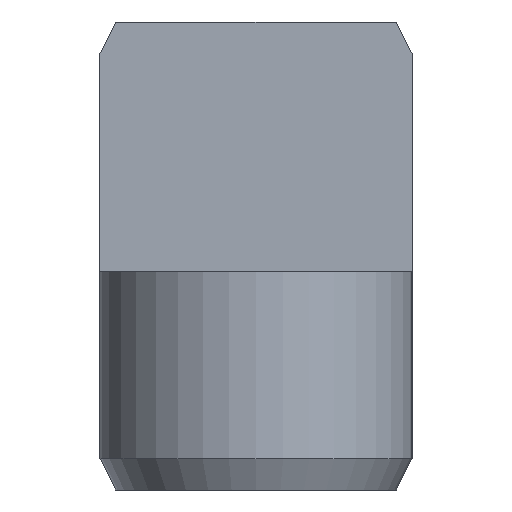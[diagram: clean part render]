
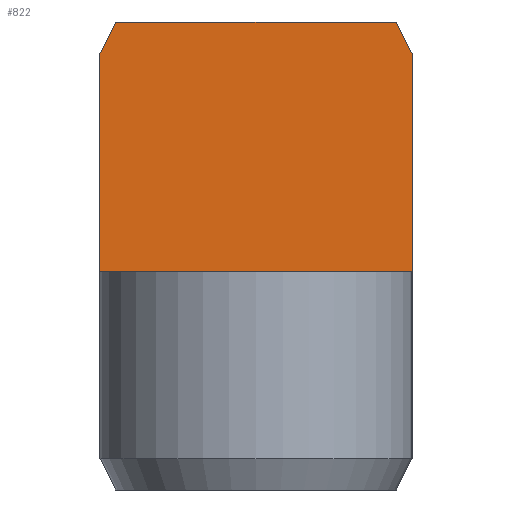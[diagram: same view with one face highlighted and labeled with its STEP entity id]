
A CAD part, left-side view. The second image highlights one B-rep face of the part: STEP entity #822.
In plain terms, the highlighted planar face has unit normal (-1, 0, 0).
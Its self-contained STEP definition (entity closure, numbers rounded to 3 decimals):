
#65=FACE_OUTER_BOUND('',#118,.T.);
#118=EDGE_LOOP('',(#637,#638,#639,#640,#641,#642));
#210=LINE('',#1273,#292);
#219=LINE('',#1299,#301);
#221=LINE('',#1303,#303);
#223=LINE('',#1320,#305);
#224=LINE('',#1322,#306);
#225=LINE('',#1323,#307);
#292=VECTOR('',#1024,10.);
#301=VECTOR('',#1049,10.);
#303=VECTOR('',#1053,10.);
#305=VECTOR('',#1063,10.);
#306=VECTOR('',#1064,10.);
#307=VECTOR('',#1065,10.);
#376=VERTEX_POINT('',#1271);
#377=VERTEX_POINT('',#1272);
#386=VERTEX_POINT('',#1298);
#387=VERTEX_POINT('',#1302);
#392=VERTEX_POINT('',#1319);
#393=VERTEX_POINT('',#1321);
#460=EDGE_CURVE('',#376,#377,#210,.T.);
#473=EDGE_CURVE('',#386,#376,#219,.T.);
#475=EDGE_CURVE('',#377,#387,#221,.T.);
#481=EDGE_CURVE('',#392,#386,#223,.T.);
#482=EDGE_CURVE('',#392,#393,#224,.T.);
#483=EDGE_CURVE('',#387,#393,#225,.T.);
#637=ORIENTED_EDGE('',*,*,#475,.F.);
#638=ORIENTED_EDGE('',*,*,#460,.F.);
#639=ORIENTED_EDGE('',*,*,#473,.F.);
#640=ORIENTED_EDGE('',*,*,#481,.F.);
#641=ORIENTED_EDGE('',*,*,#482,.T.);
#642=ORIENTED_EDGE('',*,*,#483,.F.);
#784=PLANE('',#904);
#822=ADVANCED_FACE('',(#65),#784,.F.);
#904=AXIS2_PLACEMENT_3D('',#1318,#1061,#1062);
#1024=DIRECTION('',(0.,-1.,0.));
#1049=DIRECTION('',(0.,-0.447,0.894));
#1053=DIRECTION('',(0.,-0.447,-0.894));
#1061=DIRECTION('center_axis',(1.,0.,0.));
#1062=DIRECTION('ref_axis',(0.,-1.,0.));
#1063=DIRECTION('',(0.,0.,1.));
#1064=DIRECTION('',(0.,-1.,0.));
#1065=DIRECTION('',(0.,0.,-1.));
#1271=CARTESIAN_POINT('',(46.55,4.5,15.));
#1272=CARTESIAN_POINT('',(46.55,-4.5,15.));
#1273=CARTESIAN_POINT('',(46.55,2.5,15.));
#1298=CARTESIAN_POINT('',(46.55,5.,14.));
#1299=CARTESIAN_POINT('',(46.55,4.675,14.65));
#1302=CARTESIAN_POINT('',(46.55,-5.,14.));
#1303=CARTESIAN_POINT('',(46.55,-3.675,16.65));
#1318=CARTESIAN_POINT('Origin',(46.55,5.,15.));
#1319=CARTESIAN_POINT('',(46.55,5.,7.));
#1320=CARTESIAN_POINT('',(46.55,5.,7.5));
#1321=CARTESIAN_POINT('',(46.55,-5.,7.));
#1322=CARTESIAN_POINT('',(46.55,0.,7.));
#1323=CARTESIAN_POINT('',(46.55,-5.,7.5));
